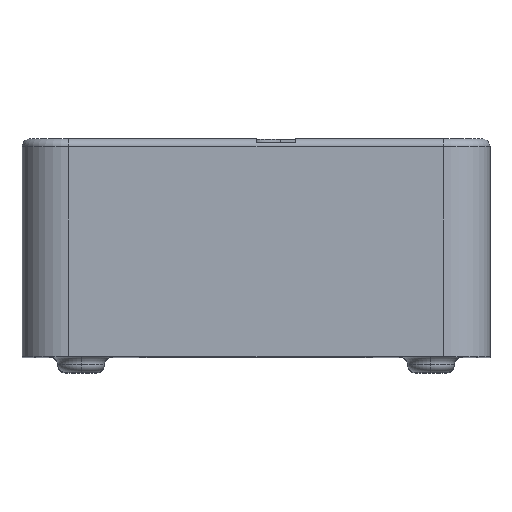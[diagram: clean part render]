
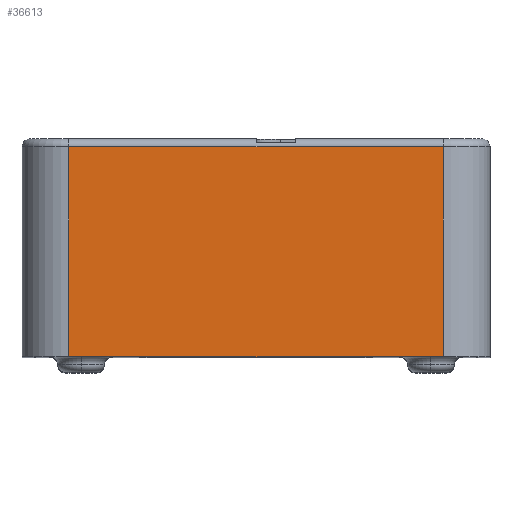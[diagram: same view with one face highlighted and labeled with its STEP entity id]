
A CAD part, top view. The second image highlights one B-rep face of the part: STEP entity #36613.
In plain terms, the highlighted planar face has unit normal (0, 0, 1).
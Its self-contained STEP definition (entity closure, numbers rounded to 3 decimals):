
#688 = AXIS2_PLACEMENT_3D ( 'NONE', #11968, #15171, #26576 ) ;
#726 = CARTESIAN_POINT ( 'NONE',  ( -30.1, 0., 37. ) ) ;
#1650 = VECTOR ( 'NONE', #5300, 1000. ) ;
#2283 = EDGE_CURVE ( 'NONE', #24622, #21188, #9162, .T. ) ;
#3459 = DIRECTION ( 'NONE',  ( 1., 0., 0. ) ) ;
#5300 = DIRECTION ( 'NONE',  ( 0., 1., 0. ) ) ;
#6435 = PLANE ( 'NONE',  #688 ) ;
#8229 = ORIENTED_EDGE ( 'NONE', *, *, #24287, .T. ) ;
#8941 = CARTESIAN_POINT ( 'NONE',  ( -24.1, 0., 37. ) ) ;
#9162 = LINE ( 'NONE', #33384, #1650 ) ;
#9882 = CARTESIAN_POINT ( 'NONE',  ( 24.1, 27., 37. ) ) ;
#10654 = CARTESIAN_POINT ( 'NONE',  ( -24.1, 27., 37. ) ) ;
#10884 = DIRECTION ( 'NONE',  ( -1., 0., 0. ) ) ;
#11968 = CARTESIAN_POINT ( 'NONE',  ( -30.1, 27.5, 37. ) ) ;
#13086 = VECTOR ( 'NONE', #10884, 1000. ) ;
#13621 = ORIENTED_EDGE ( 'NONE', *, *, #21694, .T. ) ;
#15171 = DIRECTION ( 'NONE',  ( 0., 0., -1. ) ) ;
#15852 = EDGE_LOOP ( 'NONE', ( #21078, #26060, #13621, #8229 ) ) ;
#17642 = DIRECTION ( 'NONE',  ( 0., -1., 0. ) ) ;
#17680 = CARTESIAN_POINT ( 'NONE',  ( -24.1, 27., 37. ) ) ;
#20925 = VERTEX_POINT ( 'NONE', #8941 ) ;
#21078 = ORIENTED_EDGE ( 'NONE', *, *, #2283, .T. ) ;
#21188 = VERTEX_POINT ( 'NONE', #9882 ) ;
#21694 = EDGE_CURVE ( 'NONE', #31468, #20925, #29235, .T. ) ;
#22996 = VECTOR ( 'NONE', #17642, 1000. ) ;
#23686 = LINE ( 'NONE', #10654, #13086 ) ;
#24287 = EDGE_CURVE ( 'NONE', #20925, #24622, #26042, .T. ) ;
#24622 = VERTEX_POINT ( 'NONE', #27663 ) ;
#24720 = VECTOR ( 'NONE', #3459, 1000. ) ;
#26042 = LINE ( 'NONE', #726, #24720 ) ;
#26060 = ORIENTED_EDGE ( 'NONE', *, *, #32981, .T. ) ;
#26576 = DIRECTION ( 'NONE',  ( -1., 0., 0. ) ) ;
#26629 = FACE_OUTER_BOUND ( 'NONE', #15852, .T. ) ;
#27663 = CARTESIAN_POINT ( 'NONE',  ( 24.1, 0., 37. ) ) ;
#29235 = LINE ( 'NONE', #32119, #22996 ) ;
#31468 = VERTEX_POINT ( 'NONE', #17680 ) ;
#32119 = CARTESIAN_POINT ( 'NONE',  ( -24.1, 27.5, 37. ) ) ;
#32981 = EDGE_CURVE ( 'NONE', #21188, #31468, #23686, .T. ) ;
#33384 = CARTESIAN_POINT ( 'NONE',  ( 24.1, 27.5, 37. ) ) ;
#36613 = ADVANCED_FACE ( 'NONE', ( #26629 ), #6435, .F. ) ;
